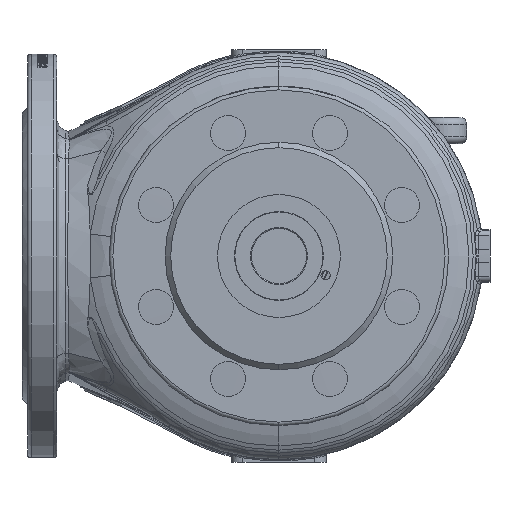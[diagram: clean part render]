
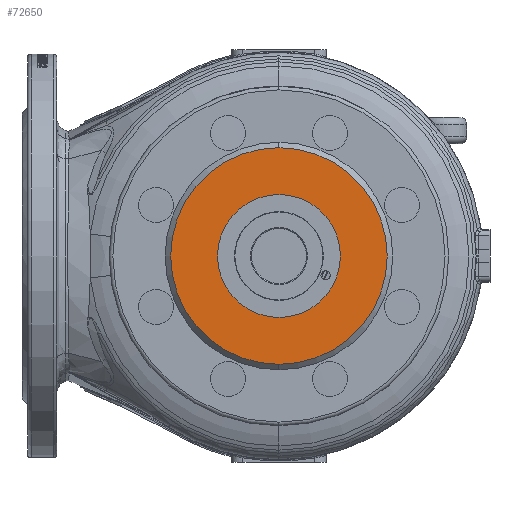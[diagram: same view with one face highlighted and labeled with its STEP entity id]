
A CAD part, front view. The second image highlights one B-rep face of the part: STEP entity #72650.
In plain terms, the highlighted planar face has unit normal (0, -1, 0).
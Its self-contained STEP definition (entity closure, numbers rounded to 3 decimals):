
#1995 = DIRECTION ( 'NONE',  ( 1., 0., 0. ) ) ;
#2705 = CARTESIAN_POINT ( 'NONE',  ( 0., -170., -33.5 ) ) ;
#7001 = EDGE_CURVE ( 'NONE', #201848, #210371, #207953, .T. ) ;
#10301 = DIRECTION ( 'NONE',  ( 1., 0., 0. ) ) ;
#12712 = FACE_BOUND ( 'NONE', #242036, .T. ) ;
#25680 = AXIS2_PLACEMENT_3D ( 'NONE', #232708, #140191, #1995 ) ;
#26022 = ORIENTED_EDGE ( 'NONE', *, *, #205114, .F. ) ;
#28956 = EDGE_LOOP ( 'NONE', ( #197175, #26022 ) ) ;
#61270 = CIRCLE ( 'NONE', #93690, 59. ) ;
#67947 = CARTESIAN_POINT ( 'NONE',  ( 0., -170., -59. ) ) ;
#72650 = ADVANCED_FACE ( 'NONE', ( #147153, #12712 ), #130650, .T. ) ;
#85383 = ORIENTED_EDGE ( 'NONE', *, *, #7001, .T. ) ;
#87679 = CARTESIAN_POINT ( 'NONE',  ( 0., -170., 0. ) ) ;
#92606 = CARTESIAN_POINT ( 'NONE',  ( 0., -170., 0. ) ) ;
#93690 = AXIS2_PLACEMENT_3D ( 'NONE', #87679, #203053, #10301 ) ;
#106103 = EDGE_CURVE ( 'NONE', #210371, #201848, #145526, .T. ) ;
#110946 = CARTESIAN_POINT ( 'NONE',  ( 0., -170., 0. ) ) ;
#130650 = PLANE ( 'NONE',  #149141 ) ;
#140191 = DIRECTION ( 'NONE',  ( 0., 1., 0. ) ) ;
#145526 = CIRCLE ( 'NONE', #230490, 33.5 ) ;
#147153 = FACE_OUTER_BOUND ( 'NONE', #28956, .T. ) ;
#147363 = CARTESIAN_POINT ( 'NONE',  ( 0., -170., 33.5 ) ) ;
#149141 = AXIS2_PLACEMENT_3D ( 'NONE', #92606, #169893, #233112 ) ;
#154087 = DIRECTION ( 'NONE',  ( 1., 0., 0. ) ) ;
#168108 = DIRECTION ( 'NONE',  ( 0., 1., 0. ) ) ;
#169530 = VERTEX_POINT ( 'NONE', #67947 ) ;
#169893 = DIRECTION ( 'NONE',  ( 0., -1., 0. ) ) ;
#170459 = DIRECTION ( 'NONE',  ( 0., 1., 0. ) ) ;
#172331 = VERTEX_POINT ( 'NONE', #214638 ) ;
#188238 = DIRECTION ( 'NONE',  ( 1., 0., 0. ) ) ;
#190916 = CARTESIAN_POINT ( 'NONE',  ( 0., -170., 0. ) ) ;
#197175 = ORIENTED_EDGE ( 'NONE', *, *, #200765, .F. ) ;
#198515 = AXIS2_PLACEMENT_3D ( 'NONE', #110946, #170459, #188238 ) ;
#200765 = EDGE_CURVE ( 'NONE', #172331, #169530, #246928, .T. ) ;
#201848 = VERTEX_POINT ( 'NONE', #2705 ) ;
#203053 = DIRECTION ( 'NONE',  ( 0., 1., 0. ) ) ;
#205114 = EDGE_CURVE ( 'NONE', #169530, #172331, #61270, .T. ) ;
#207953 = CIRCLE ( 'NONE', #25680, 33.5 ) ;
#208215 = ORIENTED_EDGE ( 'NONE', *, *, #106103, .T. ) ;
#210371 = VERTEX_POINT ( 'NONE', #147363 ) ;
#214638 = CARTESIAN_POINT ( 'NONE',  ( 0., -170., 59. ) ) ;
#230490 = AXIS2_PLACEMENT_3D ( 'NONE', #190916, #168108, #154087 ) ;
#232708 = CARTESIAN_POINT ( 'NONE',  ( 0., -170., 0. ) ) ;
#233112 = DIRECTION ( 'NONE',  ( 1., 0., 0. ) ) ;
#242036 = EDGE_LOOP ( 'NONE', ( #208215, #85383 ) ) ;
#246928 = CIRCLE ( 'NONE', #198515, 59. ) ;
